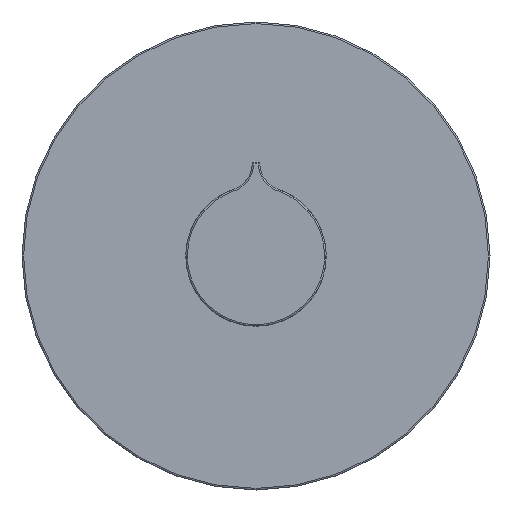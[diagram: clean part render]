
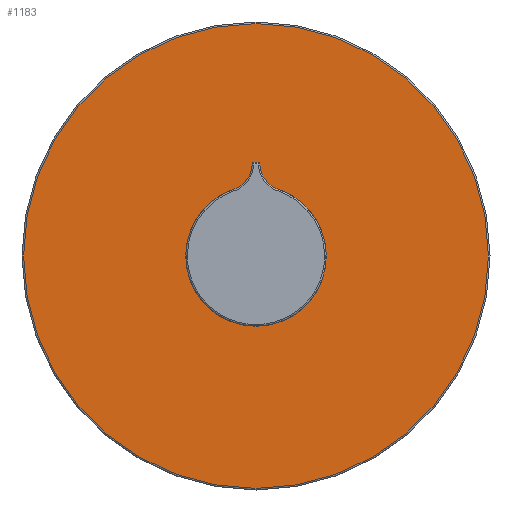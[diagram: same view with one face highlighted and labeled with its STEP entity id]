
A CAD part, front view. The second image highlights one B-rep face of the part: STEP entity #1183.
In plain terms, the highlighted planar face has unit normal (0, -1, 0).
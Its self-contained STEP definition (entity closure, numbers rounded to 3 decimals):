
#239=ORIENTED_EDGE('',*,*,#571,.T.);
#240=ORIENTED_EDGE('',*,*,#572,.T.);
#571=EDGE_CURVE('',#737,#737,#849,.F.);
#572=EDGE_CURVE('',#738,#738,#850,.T.);
#737=VERTEX_POINT('',#1844);
#738=VERTEX_POINT('',#1846);
#849=CIRCLE('',#1322,29.8);
#850=CIRCLE('',#1323,5.75);
#924=EDGE_LOOP('',(#239));
#925=EDGE_LOOP('',(#240));
#1037=FACE_BOUND('',#924,.T.);
#1038=FACE_BOUND('',#925,.T.);
#1151=PLANE('',#1321);
#1183=ADVANCED_FACE('',(#1037,#1038),#1151,.F.);
#1321=AXIS2_PLACEMENT_3D('',#1842,#1481,#1482);
#1322=AXIS2_PLACEMENT_3D('',#1843,#1483,#1484);
#1323=AXIS2_PLACEMENT_3D('',#1845,#1485,#1486);
#1481=DIRECTION('',(0.,1.,0.));
#1482=DIRECTION('',(1.,0.,0.));
#1483=DIRECTION('',(0.,1.,0.));
#1484=DIRECTION('',(0.,0.,1.));
#1485=DIRECTION('',(0.,1.,0.));
#1486=DIRECTION('',(0.,0.,1.));
#1842=CARTESIAN_POINT('',(0.,-6.,0.));
#1843=CARTESIAN_POINT('',(0.,-6.,0.));
#1844=CARTESIAN_POINT('',(0.,-6.,29.8));
#1845=CARTESIAN_POINT('',(0.,-6.,0.));
#1846=CARTESIAN_POINT('',(0.,-6.,5.75));
